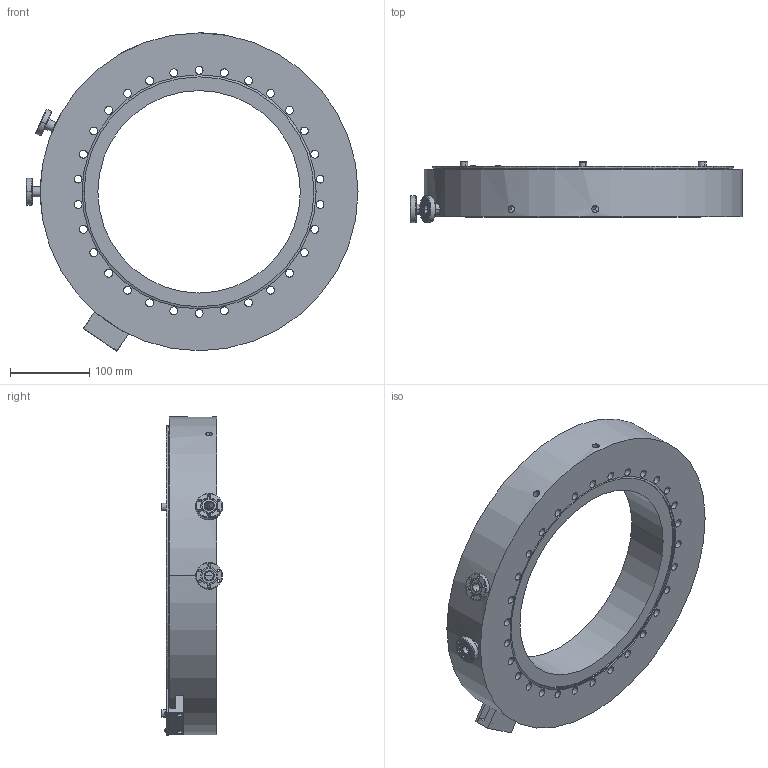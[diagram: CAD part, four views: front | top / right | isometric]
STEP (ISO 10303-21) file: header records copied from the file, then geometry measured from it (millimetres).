
FILE_DESCRIPTION (( 'STEP AP214' ), '1' );
FILE_NAME ('SLO-EX, RNN-1000_TM.STEP', '2020-06-29T15:18:27', ( '' ), ( '' ), 'SwSTEP 2.0', 'SolidWorks 2010', '' );
FILE_SCHEMA (( 'AUTOMOTIVE_DESIGN' ));
Length unit declared in the file: inch
Products named in the file (1): SLO-EX, RNN-1000_TM
Bounding box: 417.86 x 77.04 x 400.57 mm (x, y, z)
Surface area: 349255.9 mm2 (no closed solid volume)
Topology: 0 solids, 25 shells, 372 faces, 1816 edges, 1388 vertices
Faces by surface type: cylinder 203, plane 138, cone 22, torus 4, sphere 4, bspline 1
Entity records: 25336 total; most frequent: CARTESIAN_POINT 5958, DIRECTION 3092, ORIENTED_EDGE 2571, EDGE_CURVE 1816, VERTEX_POINT 1388, AXIS2_PLACEMENT_3D 1042, VECTOR 1008, LINE 1008
